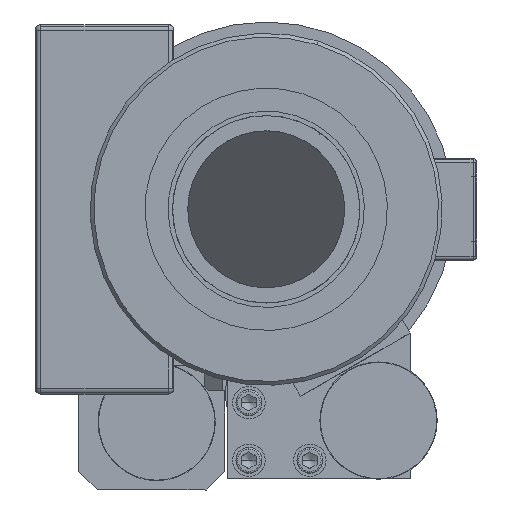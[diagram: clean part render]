
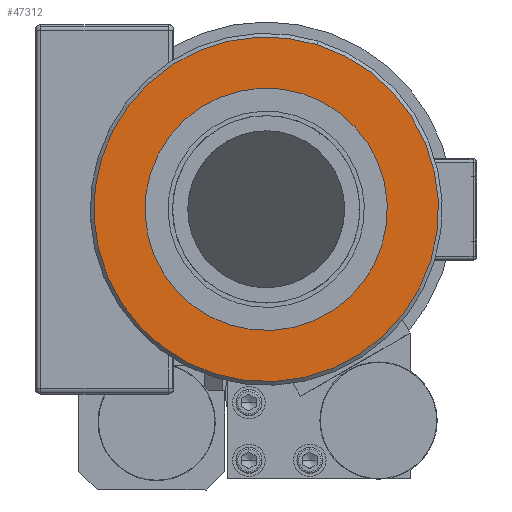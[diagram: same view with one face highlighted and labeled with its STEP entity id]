
A CAD part, front view. The second image highlights one B-rep face of the part: STEP entity #47312.
In plain terms, the highlighted face is planar.
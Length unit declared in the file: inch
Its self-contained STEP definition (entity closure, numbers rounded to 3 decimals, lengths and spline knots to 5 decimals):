
#46701=CARTESIAN_POINT('',(0.67903,0.59813,0.0));
#46702=VERTEX_POINT('',#46701);
#46709=CARTESIAN_POINT('',(0.67903,-0.59813,0.));
#46710=VERTEX_POINT('',#46709);
#46711=CARTESIAN_POINT('',(0.67903,0.,0.0));
#46712=DIRECTION('',(1.0,0.0,0.0));
#46713=DIRECTION('',(0.0,1.0,0.0));
#46714=AXIS2_PLACEMENT_3D('',#46711,#46712,#46713);
#46715=CIRCLE('',#46714,0.59813);
#46716=EDGE_CURVE('',#46702,#46710,#46715,.T.);
#46809=CARTESIAN_POINT('',(0.67903,-0.933,0.));
#46810=VERTEX_POINT('',#46809);
#46826=CARTESIAN_POINT('',(0.67903,0.933,0.));
#46827=VERTEX_POINT('',#46826);
#46834=CARTESIAN_POINT('',(0.67903,0.,0.0));
#46835=DIRECTION('',(-1.0,0.0,0.0));
#46836=DIRECTION('',(0.0,-1.0,0.0));
#46837=AXIS2_PLACEMENT_3D('',#46834,#46835,#46836);
#46838=CIRCLE('',#46837,0.933);
#46839=EDGE_CURVE('',#46827,#46810,#46838,.T.);
#47281=CARTESIAN_POINT('',(0.67903,0.,0.0));
#47282=DIRECTION('',(-1.0,0.0,0.0));
#47283=DIRECTION('',(0.0,-1.0,0.0));
#47284=AXIS2_PLACEMENT_3D('',#47281,#47282,#47283);
#47285=CIRCLE('',#47284,0.933);
#47286=EDGE_CURVE('',#46810,#46827,#47285,.T.);
#47293=CARTESIAN_POINT('',(0.67903,0.77557,0.0));
#47294=DIRECTION('',(1.0,0.0,0.0));
#47295=DIRECTION('',(0.0,0.0,-1.0));
#47296=AXIS2_PLACEMENT_3D('',#47293,#47294,#47295);
#47297=PLANE('',#47296);
#47298=ORIENTED_EDGE('',*,*,#46839,.F.);
#47299=ORIENTED_EDGE('',*,*,#47286,.F.);
#47300=EDGE_LOOP('',(#47298,#47299));
#47301=FACE_OUTER_BOUND('',#47300,.T.);
#47302=ORIENTED_EDGE('',*,*,#46716,.F.);
#47303=CARTESIAN_POINT('',(0.67903,0.,0.0));
#47304=DIRECTION('',(1.0,0.0,0.0));
#47305=DIRECTION('',(0.0,1.0,0.0));
#47306=AXIS2_PLACEMENT_3D('',#47303,#47304,#47305);
#47307=CIRCLE('',#47306,0.59813);
#47308=EDGE_CURVE('',#46710,#46702,#47307,.T.);
#47309=ORIENTED_EDGE('',*,*,#47308,.F.);
#47310=EDGE_LOOP('',(#47302,#47309));
#47311=FACE_BOUND('',#47310,.T.);
#47312=ADVANCED_FACE('',(#47301,#47311),#47297,.T.);
